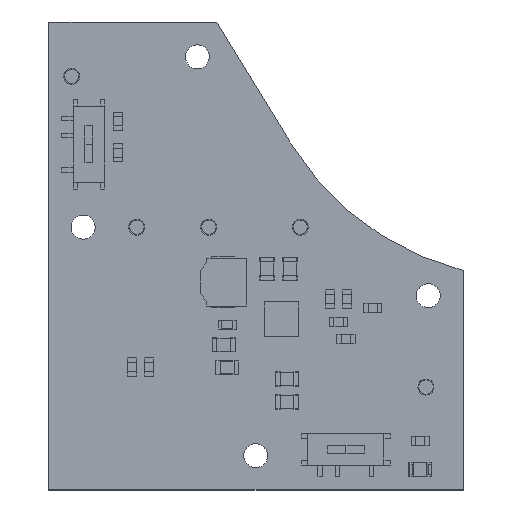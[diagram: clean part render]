
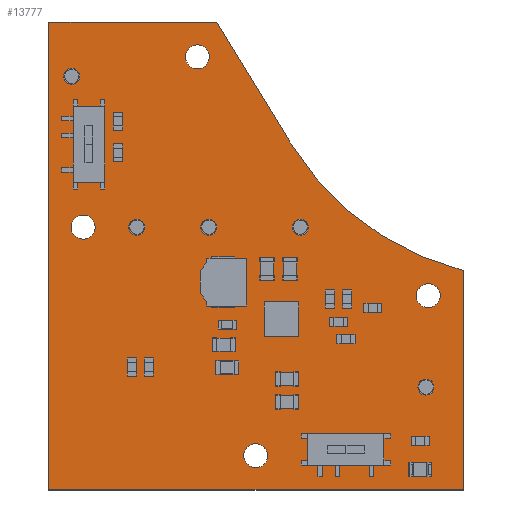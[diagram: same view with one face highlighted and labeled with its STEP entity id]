
A CAD part, top view. The second image highlights one B-rep face of the part: STEP entity #13777.
In plain terms, the highlighted planar face has unit normal (0, 0, 1).
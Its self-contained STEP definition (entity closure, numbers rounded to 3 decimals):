
#13449 = VERTEX_POINT('',#13450);
#13450 = CARTESIAN_POINT('',(121.1,-69.55,1.6));
#13456 = EDGE_CURVE('',#13449,#13457,#13459,.T.);
#13457 = VERTEX_POINT('',#13458);
#13458 = CARTESIAN_POINT('',(136.25,-80.8,1.6));
#13459 = CIRCLE('',#13460,24.813);
#13460 = AXIS2_PLACEMENT_3D('',#13461,#13462,#13463);
#13461 = CARTESIAN_POINT('',(142.357,-56.75,1.6));
#13462 = DIRECTION('',(0.,0.,1.));
#13463 = DIRECTION('',(-0.857,-0.516,0.));
#13491 = VERTEX_POINT('',#13492);
#13492 = CARTESIAN_POINT('',(114.7,-59.05,1.6));
#13498 = EDGE_CURVE('',#13491,#13449,#13499,.T.);
#13499 = LINE('',#13500,#13501);
#13500 = CARTESIAN_POINT('',(114.7,-59.05,1.6));
#13501 = VECTOR('',#13502,1.);
#13502 = DIRECTION('',(0.52,-0.854,0.));
#13520 = EDGE_CURVE('',#13457,#13521,#13523,.T.);
#13521 = VERTEX_POINT('',#13522);
#13522 = CARTESIAN_POINT('',(136.25,-100.,1.6));
#13523 = LINE('',#13524,#13525);
#13524 = CARTESIAN_POINT('',(136.25,-80.8,1.6));
#13525 = VECTOR('',#13526,1.);
#13526 = DIRECTION('',(0.,-1.,0.));
#13777 = ADVANCED_FACE('',(#13778,#13805,#13816,#13827,#13838,#13849,
    #13860,#13871,#13882,#13893,#13904,#13915,#13926,#13937,#13948,
    #13959,#13970,#13981,#13992),#14003,.F.);
#13778 = FACE_BOUND('',#13779,.F.);
#13779 = EDGE_LOOP('',(#13780,#13781,#13782,#13790,#13798,#13804));
#13780 = ORIENTED_EDGE('',*,*,#13456,.T.);
#13781 = ORIENTED_EDGE('',*,*,#13520,.T.);
#13782 = ORIENTED_EDGE('',*,*,#13783,.T.);
#13783 = EDGE_CURVE('',#13521,#13784,#13786,.T.);
#13784 = VERTEX_POINT('',#13785);
#13785 = CARTESIAN_POINT('',(100.,-100.,1.6));
#13786 = LINE('',#13787,#13788);
#13787 = CARTESIAN_POINT('',(136.25,-100.,1.6));
#13788 = VECTOR('',#13789,1.);
#13789 = DIRECTION('',(-1.,0.,0.));
#13790 = ORIENTED_EDGE('',*,*,#13791,.T.);
#13791 = EDGE_CURVE('',#13784,#13792,#13794,.T.);
#13792 = VERTEX_POINT('',#13793);
#13793 = CARTESIAN_POINT('',(100.,-59.05,1.6));
#13794 = LINE('',#13795,#13796);
#13795 = CARTESIAN_POINT('',(100.,-100.,1.6));
#13796 = VECTOR('',#13797,1.);
#13797 = DIRECTION('',(0.,1.,0.));
#13798 = ORIENTED_EDGE('',*,*,#13799,.T.);
#13799 = EDGE_CURVE('',#13792,#13491,#13800,.T.);
#13800 = LINE('',#13801,#13802);
#13801 = CARTESIAN_POINT('',(100.,-59.05,1.6));
#13802 = VECTOR('',#13803,1.);
#13803 = DIRECTION('',(1.,0.,0.));
#13804 = ORIENTED_EDGE('',*,*,#13498,.T.);
#13805 = FACE_BOUND('',#13806,.F.);
#13806 = EDGE_LOOP('',(#13807));
#13807 = ORIENTED_EDGE('',*,*,#13808,.F.);
#13808 = EDGE_CURVE('',#13809,#13809,#13811,.T.);
#13809 = VERTEX_POINT('',#13810);
#13810 = CARTESIAN_POINT('',(127.5,-96.85,1.6));
#13811 = CIRCLE('',#13812,0.4);
#13812 = AXIS2_PLACEMENT_3D('',#13813,#13814,#13815);
#13813 = CARTESIAN_POINT('',(127.5,-96.45,1.6));
#13814 = DIRECTION('',(-0.,0.,-1.));
#13815 = DIRECTION('',(-0.,-1.,0.));
#13816 = FACE_BOUND('',#13817,.F.);
#13817 = EDGE_LOOP('',(#13818));
#13818 = ORIENTED_EDGE('',*,*,#13819,.F.);
#13819 = EDGE_CURVE('',#13820,#13820,#13822,.T.);
#13820 = VERTEX_POINT('',#13821);
#13821 = CARTESIAN_POINT('',(133.,-91.7,1.6));
#13822 = CIRCLE('',#13823,0.7);
#13823 = AXIS2_PLACEMENT_3D('',#13824,#13825,#13826);
#13824 = CARTESIAN_POINT('',(133.,-91.,1.6));
#13825 = DIRECTION('',(-0.,0.,-1.));
#13826 = DIRECTION('',(-0.,-1.,0.));
#13827 = FACE_BOUND('',#13828,.F.);
#13828 = EDGE_LOOP('',(#13829));
#13829 = ORIENTED_EDGE('',*,*,#13830,.F.);
#13830 = EDGE_CURVE('',#13831,#13831,#13833,.T.);
#13831 = VERTEX_POINT('',#13832);
#13832 = CARTESIAN_POINT('',(124.5,-96.85,1.6));
#13833 = CIRCLE('',#13834,0.4);
#13834 = AXIS2_PLACEMENT_3D('',#13835,#13836,#13837);
#13835 = CARTESIAN_POINT('',(124.5,-96.45,1.6));
#13836 = DIRECTION('',(-0.,0.,-1.));
#13837 = DIRECTION('',(-0.,-1.,0.));
#13838 = FACE_BOUND('',#13839,.F.);
#13839 = EDGE_LOOP('',(#13840));
#13840 = ORIENTED_EDGE('',*,*,#13841,.F.);
#13841 = EDGE_CURVE('',#13842,#13842,#13844,.T.);
#13842 = VERTEX_POINT('',#13843);
#13843 = CARTESIAN_POINT('',(118.1,-98.05,1.6));
#13844 = CIRCLE('',#13845,1.05);
#13845 = AXIS2_PLACEMENT_3D('',#13846,#13847,#13848);
#13846 = CARTESIAN_POINT('',(118.1,-97.,1.6));
#13847 = DIRECTION('',(-0.,0.,-1.));
#13848 = DIRECTION('',(-0.,-1.,0.));
#13849 = FACE_BOUND('',#13850,.F.);
#13850 = EDGE_LOOP('',(#13851));
#13851 = ORIENTED_EDGE('',*,*,#13852,.F.);
#13852 = EDGE_CURVE('',#13853,#13853,#13855,.T.);
#13853 = VERTEX_POINT('',#13854);
#13854 = CARTESIAN_POINT('',(133.2,-84.05,1.6));
#13855 = CIRCLE('',#13856,1.05);
#13856 = AXIS2_PLACEMENT_3D('',#13857,#13858,#13859);
#13857 = CARTESIAN_POINT('',(133.2,-83.,1.6));
#13858 = DIRECTION('',(-0.,0.,-1.));
#13859 = DIRECTION('',(-0.,-1.,0.));
#13860 = FACE_BOUND('',#13861,.F.);
#13861 = EDGE_LOOP('',(#13862));
#13862 = ORIENTED_EDGE('',*,*,#13863,.F.);
#13863 = EDGE_CURVE('',#13864,#13864,#13866,.T.);
#13864 = VERTEX_POINT('',#13865);
#13865 = CARTESIAN_POINT('',(120.93,-85.73,1.6));
#13866 = CIRCLE('',#13867,0.1);
#13867 = AXIS2_PLACEMENT_3D('',#13868,#13869,#13870);
#13868 = CARTESIAN_POINT('',(120.93,-85.63,1.6));
#13869 = DIRECTION('',(-0.,0.,-1.));
#13870 = DIRECTION('',(-0.,-1.,0.));
#13871 = FACE_BOUND('',#13872,.F.);
#13872 = EDGE_LOOP('',(#13873));
#13873 = ORIENTED_EDGE('',*,*,#13874,.F.);
#13874 = EDGE_CURVE('',#13875,#13875,#13877,.T.);
#13875 = VERTEX_POINT('',#13876);
#13876 = CARTESIAN_POINT('',(120.93,-84.57,1.6));
#13877 = CIRCLE('',#13878,0.1);
#13878 = AXIS2_PLACEMENT_3D('',#13879,#13880,#13881);
#13879 = CARTESIAN_POINT('',(120.93,-84.47,1.6));
#13880 = DIRECTION('',(-0.,0.,-1.));
#13881 = DIRECTION('',(-0.,-1.,0.));
#13882 = FACE_BOUND('',#13883,.F.);
#13883 = EDGE_LOOP('',(#13884));
#13884 = ORIENTED_EDGE('',*,*,#13885,.F.);
#13885 = EDGE_CURVE('',#13886,#13886,#13888,.T.);
#13886 = VERTEX_POINT('',#13887);
#13887 = CARTESIAN_POINT('',(120.35,-85.15,1.6));
#13888 = CIRCLE('',#13889,0.1);
#13889 = AXIS2_PLACEMENT_3D('',#13890,#13891,#13892);
#13890 = CARTESIAN_POINT('',(120.35,-85.05,1.6));
#13891 = DIRECTION('',(-0.,0.,-1.));
#13892 = DIRECTION('',(-0.,-1.,0.));
#13893 = FACE_BOUND('',#13894,.F.);
#13894 = EDGE_LOOP('',(#13895));
#13895 = ORIENTED_EDGE('',*,*,#13896,.F.);
#13896 = EDGE_CURVE('',#13897,#13897,#13899,.T.);
#13897 = VERTEX_POINT('',#13898);
#13898 = CARTESIAN_POINT('',(119.77,-85.73,1.6));
#13899 = CIRCLE('',#13900,0.1);
#13900 = AXIS2_PLACEMENT_3D('',#13901,#13902,#13903);
#13901 = CARTESIAN_POINT('',(119.77,-85.63,1.6));
#13902 = DIRECTION('',(-0.,0.,-1.));
#13903 = DIRECTION('',(0.,-1.,0.));
#13904 = FACE_BOUND('',#13905,.F.);
#13905 = EDGE_LOOP('',(#13906));
#13906 = ORIENTED_EDGE('',*,*,#13907,.F.);
#13907 = EDGE_CURVE('',#13908,#13908,#13910,.T.);
#13908 = VERTEX_POINT('',#13909);
#13909 = CARTESIAN_POINT('',(119.77,-84.57,1.6));
#13910 = CIRCLE('',#13911,0.1);
#13911 = AXIS2_PLACEMENT_3D('',#13912,#13913,#13914);
#13912 = CARTESIAN_POINT('',(119.77,-84.47,1.6));
#13913 = DIRECTION('',(-0.,0.,-1.));
#13914 = DIRECTION('',(0.,-1.,0.));
#13915 = FACE_BOUND('',#13916,.F.);
#13916 = EDGE_LOOP('',(#13917));
#13917 = ORIENTED_EDGE('',*,*,#13918,.F.);
#13918 = EDGE_CURVE('',#13919,#13919,#13921,.T.);
#13919 = VERTEX_POINT('',#13920);
#13920 = CARTESIAN_POINT('',(122.,-77.7,1.6));
#13921 = CIRCLE('',#13922,0.7);
#13922 = AXIS2_PLACEMENT_3D('',#13923,#13924,#13925);
#13923 = CARTESIAN_POINT('',(122.,-77.,1.6));
#13924 = DIRECTION('',(-0.,0.,-1.));
#13925 = DIRECTION('',(-0.,-1.,0.));
#13926 = FACE_BOUND('',#13927,.F.);
#13927 = EDGE_LOOP('',(#13928));
#13928 = ORIENTED_EDGE('',*,*,#13929,.F.);
#13929 = EDGE_CURVE('',#13930,#13930,#13932,.T.);
#13930 = VERTEX_POINT('',#13931);
#13931 = CARTESIAN_POINT('',(114.,-77.7,1.6));
#13932 = CIRCLE('',#13933,0.7);
#13933 = AXIS2_PLACEMENT_3D('',#13934,#13935,#13936);
#13934 = CARTESIAN_POINT('',(114.,-77.,1.6));
#13935 = DIRECTION('',(-0.,0.,-1.));
#13936 = DIRECTION('',(-0.,-1.,0.));
#13937 = FACE_BOUND('',#13938,.F.);
#13938 = EDGE_LOOP('',(#13939));
#13939 = ORIENTED_EDGE('',*,*,#13940,.F.);
#13940 = EDGE_CURVE('',#13941,#13941,#13943,.T.);
#13941 = VERTEX_POINT('',#13942);
#13942 = CARTESIAN_POINT('',(107.7,-77.7,1.6));
#13943 = CIRCLE('',#13944,0.7);
#13944 = AXIS2_PLACEMENT_3D('',#13945,#13946,#13947);
#13945 = CARTESIAN_POINT('',(107.7,-77.,1.6));
#13946 = DIRECTION('',(-0.,0.,-1.));
#13947 = DIRECTION('',(-0.,-1.,0.));
#13948 = FACE_BOUND('',#13949,.F.);
#13949 = EDGE_LOOP('',(#13950));
#13950 = ORIENTED_EDGE('',*,*,#13951,.F.);
#13951 = EDGE_CURVE('',#13952,#13952,#13954,.T.);
#13952 = VERTEX_POINT('',#13953);
#13953 = CARTESIAN_POINT('',(103.,-78.05,1.6));
#13954 = CIRCLE('',#13955,1.05);
#13955 = AXIS2_PLACEMENT_3D('',#13956,#13957,#13958);
#13956 = CARTESIAN_POINT('',(103.,-77.,1.6));
#13957 = DIRECTION('',(-0.,0.,-1.));
#13958 = DIRECTION('',(-0.,-1.,0.));
#13959 = FACE_BOUND('',#13960,.F.);
#13960 = EDGE_LOOP('',(#13961));
#13961 = ORIENTED_EDGE('',*,*,#13962,.F.);
#13962 = EDGE_CURVE('',#13963,#13963,#13965,.T.);
#13963 = VERTEX_POINT('',#13964);
#13964 = CARTESIAN_POINT('',(103.5,-71.65,1.6));
#13965 = CIRCLE('',#13966,0.4);
#13966 = AXIS2_PLACEMENT_3D('',#13967,#13968,#13969);
#13967 = CARTESIAN_POINT('',(103.5,-71.25,1.6));
#13968 = DIRECTION('',(-0.,0.,-1.));
#13969 = DIRECTION('',(-0.,-1.,0.));
#13970 = FACE_BOUND('',#13971,.F.);
#13971 = EDGE_LOOP('',(#13972));
#13972 = ORIENTED_EDGE('',*,*,#13973,.F.);
#13973 = EDGE_CURVE('',#13974,#13974,#13976,.T.);
#13974 = VERTEX_POINT('',#13975);
#13975 = CARTESIAN_POINT('',(113.,-63.15,1.6));
#13976 = CIRCLE('',#13977,1.05);
#13977 = AXIS2_PLACEMENT_3D('',#13978,#13979,#13980);
#13978 = CARTESIAN_POINT('',(113.,-62.1,1.6));
#13979 = DIRECTION('',(-0.,0.,-1.));
#13980 = DIRECTION('',(-0.,-1.,0.));
#13981 = FACE_BOUND('',#13982,.F.);
#13982 = EDGE_LOOP('',(#13983));
#13983 = ORIENTED_EDGE('',*,*,#13984,.F.);
#13984 = EDGE_CURVE('',#13985,#13985,#13987,.T.);
#13985 = VERTEX_POINT('',#13986);
#13986 = CARTESIAN_POINT('',(103.5,-68.65,1.6));
#13987 = CIRCLE('',#13988,0.4);
#13988 = AXIS2_PLACEMENT_3D('',#13989,#13990,#13991);
#13989 = CARTESIAN_POINT('',(103.5,-68.25,1.6));
#13990 = DIRECTION('',(-0.,0.,-1.));
#13991 = DIRECTION('',(-0.,-1.,0.));
#13992 = FACE_BOUND('',#13993,.F.);
#13993 = EDGE_LOOP('',(#13994));
#13994 = ORIENTED_EDGE('',*,*,#13995,.F.);
#13995 = EDGE_CURVE('',#13996,#13996,#13998,.T.);
#13996 = VERTEX_POINT('',#13997);
#13997 = CARTESIAN_POINT('',(102.,-64.5,1.6));
#13998 = CIRCLE('',#13999,0.7);
#13999 = AXIS2_PLACEMENT_3D('',#14000,#14001,#14002);
#14000 = CARTESIAN_POINT('',(102.,-63.8,1.6));
#14001 = DIRECTION('',(-0.,0.,-1.));
#14002 = DIRECTION('',(-0.,-1.,0.));
#14003 = PLANE('',#14004);
#14004 = AXIS2_PLACEMENT_3D('',#14005,#14006,#14007);
#14005 = CARTESIAN_POINT('',(115.571,-82.3,1.6));
#14006 = DIRECTION('',(-0.,-0.,-1.));
#14007 = DIRECTION('',(-1.,0.,0.));
